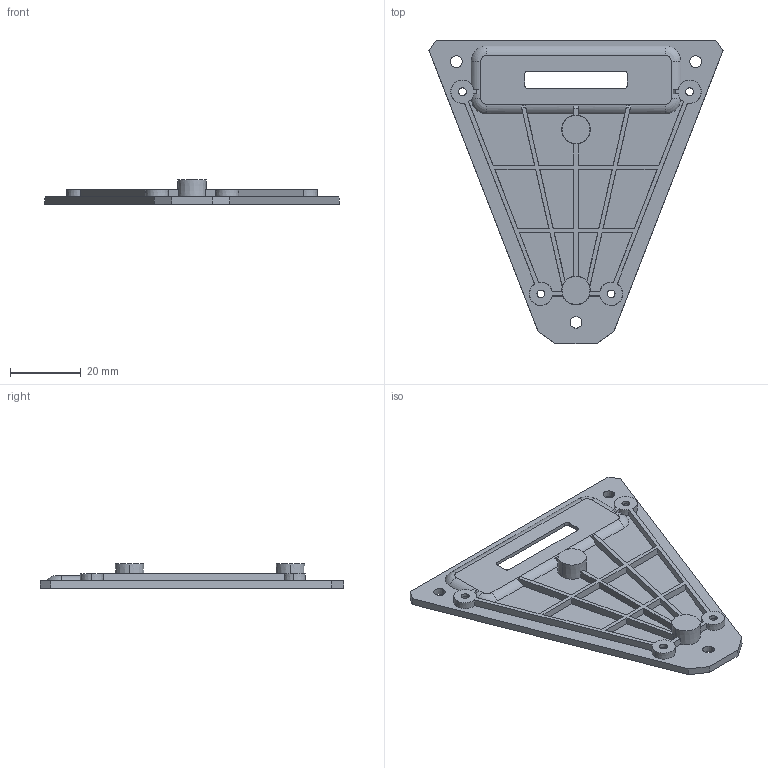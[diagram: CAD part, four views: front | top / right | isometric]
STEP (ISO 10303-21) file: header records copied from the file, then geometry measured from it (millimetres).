
FILE_DESCRIPTION (( 'STEP AP214' ), '1' );
FILE_NAME ('310-019770-REV-A.STEP', '2016-12-02T23:45:47', ( 'Aron Dahlgren' ), ( 'Synapse Product Development' ), 'SwSTEP 2.0', 'SolidWorks 2016', '' );
FILE_SCHEMA (( 'AUTOMOTIVE_DESIGN' ));
Length unit declared in the file: millimetre
Products named in the file (1): 310-019770-REV-A
Bounding box: 83.08 x 85.77 x 6.8 mm (x, y, z)
Volume: 9119.7 mm3; surface area: 11399.9 mm2
Topology: 1 solids, 1 shells, 169 faces, 453 edges, 298 vertices
Faces by surface type: plane 95, cone 46, torus 16, cylinder 12
Entity records: 5455 total; most frequent: CARTESIAN_POINT 1109, ORIENTED_EDGE 906, DIRECTION 903, EDGE_CURVE 453, AXIS2_PLACEMENT_3D 328, VERTEX_POINT 298, VECTOR 247, LINE 247
